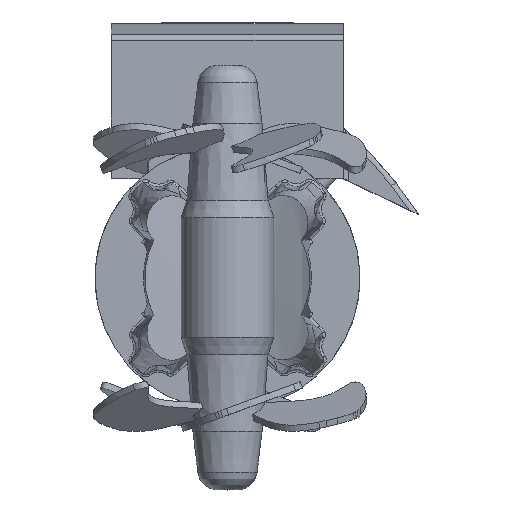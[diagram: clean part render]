
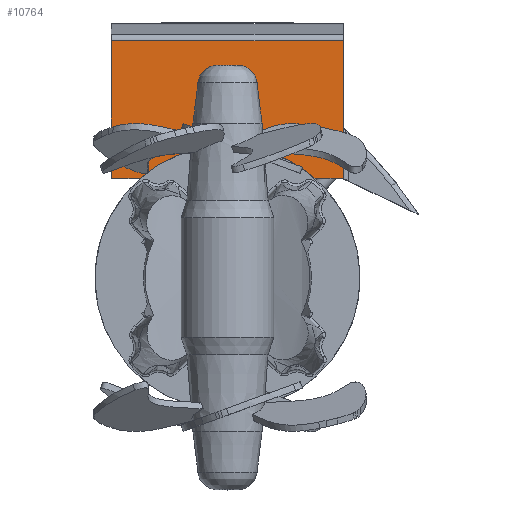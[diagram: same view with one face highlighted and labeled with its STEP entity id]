
A CAD part, top view. The second image highlights one B-rep face of the part: STEP entity #10764.
In plain terms, the highlighted planar face has unit normal (0, 0, 1).
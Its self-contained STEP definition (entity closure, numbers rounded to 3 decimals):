
#1307=LINE('',#22832,#1722);
#1322=LINE('',#23031,#1737);
#1356=LINE('',#24642,#1771);
#1357=LINE('',#24644,#1772);
#1358=LINE('',#24645,#1773);
#1722=VECTOR('',#12279,2.166);
#1737=VECTOR('',#12320,2.177);
#1771=VECTOR('',#12522,10.391);
#1772=VECTOR('',#12523,17.5);
#1773=VECTOR('',#12524,10.391);
#2082=PLANE('',#11455);
#2449=FACE_OUTER_BOUND('',#3123,.T.);
#3123=EDGE_LOOP('',(#7580,#7581,#7582,#7583,#7584,#7585));
#3773=CIRCLE('',#11417,10.);
#4334=VERTEX_POINT('',#22829);
#4335=VERTEX_POINT('',#22831);
#4365=VERTEX_POINT('',#23028);
#4366=VERTEX_POINT('',#23030);
#4552=VERTEX_POINT('',#24641);
#4553=VERTEX_POINT('',#24643);
#5451=EDGE_CURVE('',#4335,#4334,#1307,.T.);
#5486=EDGE_CURVE('',#4366,#4365,#1322,.T.);
#5619=EDGE_CURVE('',#4335,#4365,#3773,.T.);
#5716=EDGE_CURVE('',#4552,#4334,#1356,.T.);
#5717=EDGE_CURVE('',#4553,#4552,#1357,.T.);
#5718=EDGE_CURVE('',#4366,#4553,#1358,.T.);
#7580=ORIENTED_EDGE('',*,*,#5619,.F.);
#7581=ORIENTED_EDGE('',*,*,#5451,.T.);
#7582=ORIENTED_EDGE('',*,*,#5716,.F.);
#7583=ORIENTED_EDGE('',*,*,#5717,.F.);
#7584=ORIENTED_EDGE('',*,*,#5718,.F.);
#7585=ORIENTED_EDGE('',*,*,#5486,.T.);
#10764=ADVANCED_FACE('',(#2449),#2082,.T.);
#11417=AXIS2_PLACEMENT_3D('',#23869,#12436,#12437);
#11455=AXIS2_PLACEMENT_3D('',#24640,#12520,#12521);
#12279=DIRECTION('',(1.,0.,0.));
#12320=DIRECTION('',(1.,0.,0.));
#12436=DIRECTION('center_axis',(0.,0.,
1.));
#12437=DIRECTION('ref_axis',(-1.,0.,0.));
#12520=DIRECTION('center_axis',(0.,0.,
1.));
#12521=DIRECTION('ref_axis',(0.,-1.,0.));
#12522=DIRECTION('',(0.,-1.,0.));
#12523=DIRECTION('',(1.,0.,0.));
#12524=DIRECTION('',(0.,1.,0.));
#22829=CARTESIAN_POINT('',(2.654,4.674,46.973));
#22831=CARTESIAN_POINT('',(0.488,4.674,46.973));
#22832=CARTESIAN_POINT('',(-6.096,4.674,46.973));
#23028=CARTESIAN_POINT('',(-12.669,4.674,46.973));
#23030=CARTESIAN_POINT('',(-14.846,4.674,46.973));
#23031=CARTESIAN_POINT('',(-6.096,4.674,46.973));
#23869=CARTESIAN_POINT('Origin',(-6.09,-2.858,46.973));
#24640=CARTESIAN_POINT('Origin',(-6.096,15.064,46.973));
#24641=CARTESIAN_POINT('',(2.654,15.064,46.973));
#24642=CARTESIAN_POINT('',(2.654,15.064,46.973));
#24643=CARTESIAN_POINT('',(-14.846,15.064,46.973));
#24644=CARTESIAN_POINT('',(-6.096,15.064,46.973));
#24645=CARTESIAN_POINT('',(-14.846,15.064,46.973));
